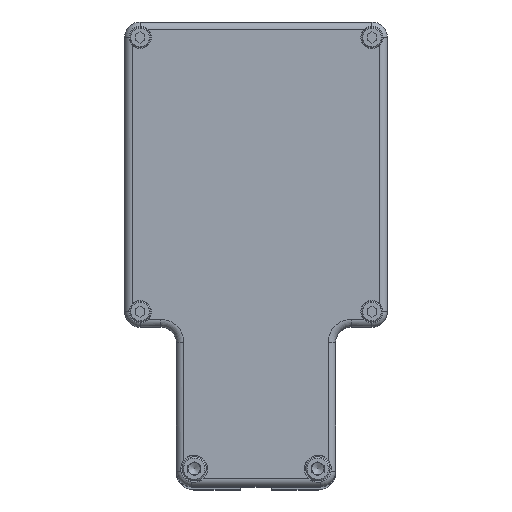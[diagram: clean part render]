
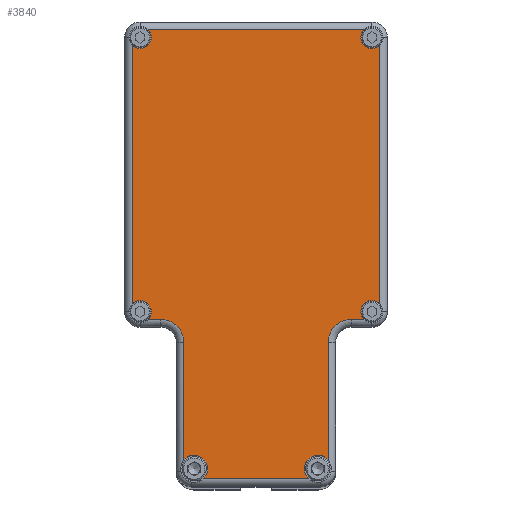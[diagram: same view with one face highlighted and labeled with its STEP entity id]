
A CAD part, top view. The second image highlights one B-rep face of the part: STEP entity #3840.
In plain terms, the highlighted planar face has unit normal (0, 0, 1).
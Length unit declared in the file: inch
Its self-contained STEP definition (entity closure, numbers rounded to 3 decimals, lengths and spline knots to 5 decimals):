
#237 = VECTOR ( 'NONE', #6968, 39.37008 ) ;
#285 = CARTESIAN_POINT ( 'NONE',  ( 1.875, 1.54, 3.187 ) ) ;
#330 = VERTEX_POINT ( 'NONE', #9551 ) ;
#389 = VERTEX_POINT ( 'NONE', #18417 ) ;
#632 = ORIENTED_EDGE ( 'NONE', *, *, #18507, .T. ) ;
#710 = EDGE_CURVE ( 'NONE', #1129, #330, #19889, .T. ) ;
#934 = EDGE_CURVE ( 'NONE', #16165, #330, #10882, .T. ) ;
#1090 = ORIENTED_EDGE ( 'NONE', *, *, #6428, .T. ) ;
#1129 = VERTEX_POINT ( 'NONE', #3538 ) ;
#1507 = AXIS2_PLACEMENT_3D ( 'NONE', #12763, #20593, #18534 ) ;
#1781 = VERTEX_POINT ( 'NONE', #4080 ) ;
#2012 = CARTESIAN_POINT ( 'NONE',  ( -1.165, -1.29, 3.187 ) ) ;
#2567 = CARTESIAN_POINT ( 'NONE',  ( -2., -1.29, 3.187 ) ) ;
#2748 = EDGE_CURVE ( 'NONE', #19000, #4676, #11441, .T. ) ;
#3100 = CARTESIAN_POINT ( 'NONE',  ( 2., -1.29, 3.187 ) ) ;
#3158 = LINE ( 'NONE', #18594, #21986 ) ;
#3403 = ORIENTED_EDGE ( 'NONE', *, *, #21208, .T. ) ;
#3493 = AXIS2_PLACEMENT_3D ( 'NONE', #11806, #11663, #13482 ) ;
#3538 = CARTESIAN_POINT ( 'NONE',  ( 1.165, -0.85676, 3.187 ) ) ;
#3769 = ORIENTED_EDGE ( 'NONE', *, *, #3906, .T. ) ;
#3840 = ADVANCED_FACE ( 'NONE', ( #22800 ), #8637, .F. ) ;
#3906 = EDGE_CURVE ( 'NONE', #19000, #389, #5163, .T. ) ;
#3985 = VECTOR ( 'NONE', #8503, 39.37008 ) ;
#4072 = DIRECTION ( 'NONE',  ( 1., 0., 0. ) ) ;
#4080 = CARTESIAN_POINT ( 'NONE',  ( -1.54, 1.415, 3.187 ) ) ;
#4139 = DIRECTION ( 'NONE',  ( 0., 0., 1. ) ) ;
#4531 = LINE ( 'NONE', #24107, #21704 ) ;
#4676 = VERTEX_POINT ( 'NONE', #10334 ) ;
#4979 = DIRECTION ( 'NONE',  ( 0., 0., 1. ) ) ;
#5025 = DIRECTION ( 'NONE',  ( -1., 0., 0. ) ) ;
#5163 = LINE ( 'NONE', #3100, #237 ) ;
#5259 = VERTEX_POINT ( 'NONE', #23880 ) ;
#5494 = AXIS2_PLACEMENT_3D ( 'NONE', #10294, #23684, #18142 ) ;
#6032 = CARTESIAN_POINT ( 'NONE',  ( 1.165, 1.04, 3.187 ) ) ;
#6428 = EDGE_CURVE ( 'NONE', #1781, #12004, #24521, .T. ) ;
#6811 = DIRECTION ( 'NONE',  ( 1., 0., 0. ) ) ;
#6968 = DIRECTION ( 'NONE',  ( 0., 1., 0. ) ) ;
#7165 = DIRECTION ( 'NONE',  ( 1., 0., 0. ) ) ;
#7198 = CARTESIAN_POINT ( 'NONE',  ( -1.875, 5.975, 3.187 ) ) ;
#7375 = AXIS2_PLACEMENT_3D ( 'NONE', #13114, #4979, #7165 ) ;
#7853 = EDGE_CURVE ( 'NONE', #22433, #5259, #15720, .T. ) ;
#8132 = LINE ( 'NONE', #13805, #3985 ) ;
#8304 = EDGE_CURVE ( 'NONE', #12004, #23710, #17970, .T. ) ;
#8306 = LINE ( 'NONE', #10507, #8826 ) ;
#8503 = DIRECTION ( 'NONE',  ( -1., 0., 0. ) ) ;
#8631 = CARTESIAN_POINT ( 'NONE',  ( -2., 1.66952, 3.187 ) ) ;
#8637 = PLANE ( 'NONE',  #23655 ) ;
#8826 = VECTOR ( 'NONE', #12060, 39.37008 ) ;
#8905 = DIRECTION ( 'NONE',  ( 0., 0., -1. ) ) ;
#9170 = DIRECTION ( 'NONE',  ( 1., 0., 0. ) ) ;
#9435 = CIRCLE ( 'NONE', #7375, 0.2185 ) ;
#9551 = CARTESIAN_POINT ( 'NONE',  ( 0.85676, -1.165, 3.187 ) ) ;
#9658 = CARTESIAN_POINT ( 'NONE',  ( -1.165, -0.85676, 3.187 ) ) ;
#10126 = CARTESIAN_POINT ( 'NONE',  ( -2., 5.84548, 3.187 ) ) ;
#10294 = CARTESIAN_POINT ( 'NONE',  ( 1., -1., 3.187 ) ) ;
#10334 = CARTESIAN_POINT ( 'NONE',  ( 1.74548, 1.415, 3.187 ) ) ;
#10507 = CARTESIAN_POINT ( 'NONE',  ( 1.165, -1.29, 3.187 ) ) ;
#10882 = LINE ( 'NONE', #18735, #15801 ) ;
#10899 = VERTEX_POINT ( 'NONE', #22646 ) ;
#11209 = ORIENTED_EDGE ( 'NONE', *, *, #14689, .T. ) ;
#11441 = CIRCLE ( 'NONE', #22517, 0.18 ) ;
#11536 = ORIENTED_EDGE ( 'NONE', *, *, #19071, .F. ) ;
#11663 = DIRECTION ( 'NONE',  ( 0., 0., -1. ) ) ;
#11806 = CARTESIAN_POINT ( 'NONE',  ( -1.54, 1.04, 3.187 ) ) ;
#11887 = DIRECTION ( 'NONE',  ( 1., 0., 0. ) ) ;
#11932 = ORIENTED_EDGE ( 'NONE', *, *, #16054, .F. ) ;
#11980 = ORIENTED_EDGE ( 'NONE', *, *, #14583, .T. ) ;
#12004 = VERTEX_POINT ( 'NONE', #15516 ) ;
#12060 = DIRECTION ( 'NONE',  ( 0., 1., 0. ) ) ;
#12371 = EDGE_CURVE ( 'NONE', #16165, #23710, #9435, .T. ) ;
#12443 = ORIENTED_EDGE ( 'NONE', *, *, #710, .F. ) ;
#12447 = ORIENTED_EDGE ( 'NONE', *, *, #18281, .T. ) ;
#12763 = CARTESIAN_POINT ( 'NONE',  ( 1.54, 1.04, 3.187 ) ) ;
#12875 = DIRECTION ( 'NONE',  ( 0., 0., 1. ) ) ;
#13056 = DIRECTION ( 'NONE',  ( 0., 0., 1. ) ) ;
#13114 = CARTESIAN_POINT ( 'NONE',  ( -1., -1., 3.187 ) ) ;
#13269 = CARTESIAN_POINT ( 'NONE',  ( -1.875, 1.54, 3.187 ) ) ;
#13429 = CARTESIAN_POINT ( 'NONE',  ( 2., 1.66952, 3.187 ) ) ;
#13482 = DIRECTION ( 'NONE',  ( -1., 0., 0. ) ) ;
#13722 = CIRCLE ( 'NONE', #18647, 0.18 ) ;
#13805 = CARTESIAN_POINT ( 'NONE',  ( -1.29, 6.1, 3.187 ) ) ;
#13836 = CIRCLE ( 'NONE', #1507, 0.375 ) ;
#14070 = AXIS2_PLACEMENT_3D ( 'NONE', #7198, #12875, #6811 ) ;
#14253 = CARTESIAN_POINT ( 'NONE',  ( 1.54, 1.415, 3.187 ) ) ;
#14583 = EDGE_CURVE ( 'NONE', #10899, #5259, #8132, .T. ) ;
#14689 = EDGE_CURVE ( 'NONE', #21876, #17348, #13836, .T. ) ;
#14695 = ORIENTED_EDGE ( 'NONE', *, *, #934, .T. ) ;
#14747 = VERTEX_POINT ( 'NONE', #8631 ) ;
#14814 = CARTESIAN_POINT ( 'NONE',  ( -1.29, -1.29, 3.187 ) ) ;
#14858 = VECTOR ( 'NONE', #17830, 39.37008 ) ;
#14890 = VERTEX_POINT ( 'NONE', #17824 ) ;
#15516 = CARTESIAN_POINT ( 'NONE',  ( -1.165, 1.04, 3.187 ) ) ;
#15720 = CIRCLE ( 'NONE', #14070, 0.18 ) ;
#15801 = VECTOR ( 'NONE', #18475, 39.37008 ) ;
#15901 = ORIENTED_EDGE ( 'NONE', *, *, #8304, .T. ) ;
#16054 = EDGE_CURVE ( 'NONE', #14890, #14747, #13722, .T. ) ;
#16076 = CARTESIAN_POINT ( 'NONE',  ( -0.85676, -1.165, 3.187 ) ) ;
#16165 = VERTEX_POINT ( 'NONE', #16076 ) ;
#16349 = LINE ( 'NONE', #2567, #24795 ) ;
#16923 = DIRECTION ( 'NONE',  ( 1., 0., 0. ) ) ;
#17348 = VERTEX_POINT ( 'NONE', #14253 ) ;
#17824 = CARTESIAN_POINT ( 'NONE',  ( -1.74548, 1.415, 3.187 ) ) ;
#17830 = DIRECTION ( 'NONE',  ( 0., -1., 0. ) ) ;
#17970 = LINE ( 'NONE', #2012, #14858 ) ;
#18142 = DIRECTION ( 'NONE',  ( 1., 0., 0. ) ) ;
#18281 = EDGE_CURVE ( 'NONE', #1129, #21876, #8306, .T. ) ;
#18417 = CARTESIAN_POINT ( 'NONE',  ( 2., 5.84548, 3.187 ) ) ;
#18475 = DIRECTION ( 'NONE',  ( 1., 0., 0. ) ) ;
#18507 = EDGE_CURVE ( 'NONE', #14890, #1781, #3158, .T. ) ;
#18534 = DIRECTION ( 'NONE',  ( -1., 0., 0. ) ) ;
#18594 = CARTESIAN_POINT ( 'NONE',  ( -1.29, 1.415, 3.187 ) ) ;
#18647 = AXIS2_PLACEMENT_3D ( 'NONE', #13269, #20993, #23168 ) ;
#18735 = CARTESIAN_POINT ( 'NONE',  ( -1.29, -1.165, 3.187 ) ) ;
#19000 = VERTEX_POINT ( 'NONE', #13429 ) ;
#19071 = EDGE_CURVE ( 'NONE', #10899, #389, #19143, .T. ) ;
#19143 = CIRCLE ( 'NONE', #22420, 0.18 ) ;
#19246 = EDGE_LOOP ( 'NONE', ( #15901, #20917, #14695, #12443, #12447, #11209, #3403, #24686, #3769, #11536, #11980, #24501, #24899, #11932, #632, #1090 ) ) ;
#19889 = CIRCLE ( 'NONE', #5494, 0.2185 ) ;
#20593 = DIRECTION ( 'NONE',  ( 0., 0., -1. ) ) ;
#20917 = ORIENTED_EDGE ( 'NONE', *, *, #12371, .F. ) ;
#20993 = DIRECTION ( 'NONE',  ( 0., 0., 1. ) ) ;
#21208 = EDGE_CURVE ( 'NONE', #17348, #4676, #4531, .T. ) ;
#21611 = EDGE_CURVE ( 'NONE', #22433, #14747, #16349, .T. ) ;
#21704 = VECTOR ( 'NONE', #4072, 39.37008 ) ;
#21876 = VERTEX_POINT ( 'NONE', #6032 ) ;
#21894 = DIRECTION ( 'NONE',  ( 0., -1., 0. ) ) ;
#21986 = VECTOR ( 'NONE', #16923, 39.37008 ) ;
#22420 = AXIS2_PLACEMENT_3D ( 'NONE', #23440, #13056, #9170 ) ;
#22433 = VERTEX_POINT ( 'NONE', #10126 ) ;
#22517 = AXIS2_PLACEMENT_3D ( 'NONE', #285, #4139, #11887 ) ;
#22646 = CARTESIAN_POINT ( 'NONE',  ( 1.74548, 6.1, 3.187 ) ) ;
#22800 = FACE_OUTER_BOUND ( 'NONE', #19246, .T. ) ;
#23168 = DIRECTION ( 'NONE',  ( 1., 0., 0. ) ) ;
#23440 = CARTESIAN_POINT ( 'NONE',  ( 1.875, 5.975, 3.187 ) ) ;
#23655 = AXIS2_PLACEMENT_3D ( 'NONE', #14814, #8905, #5025 ) ;
#23684 = DIRECTION ( 'NONE',  ( 0., 0., 1. ) ) ;
#23710 = VERTEX_POINT ( 'NONE', #9658 ) ;
#23880 = CARTESIAN_POINT ( 'NONE',  ( -1.74548, 6.1, 3.187 ) ) ;
#24107 = CARTESIAN_POINT ( 'NONE',  ( -1.29, 1.415, 3.187 ) ) ;
#24501 = ORIENTED_EDGE ( 'NONE', *, *, #7853, .F. ) ;
#24521 = CIRCLE ( 'NONE', #3493, 0.375 ) ;
#24686 = ORIENTED_EDGE ( 'NONE', *, *, #2748, .F. ) ;
#24795 = VECTOR ( 'NONE', #21894, 39.37008 ) ;
#24899 = ORIENTED_EDGE ( 'NONE', *, *, #21611, .T. ) ;
